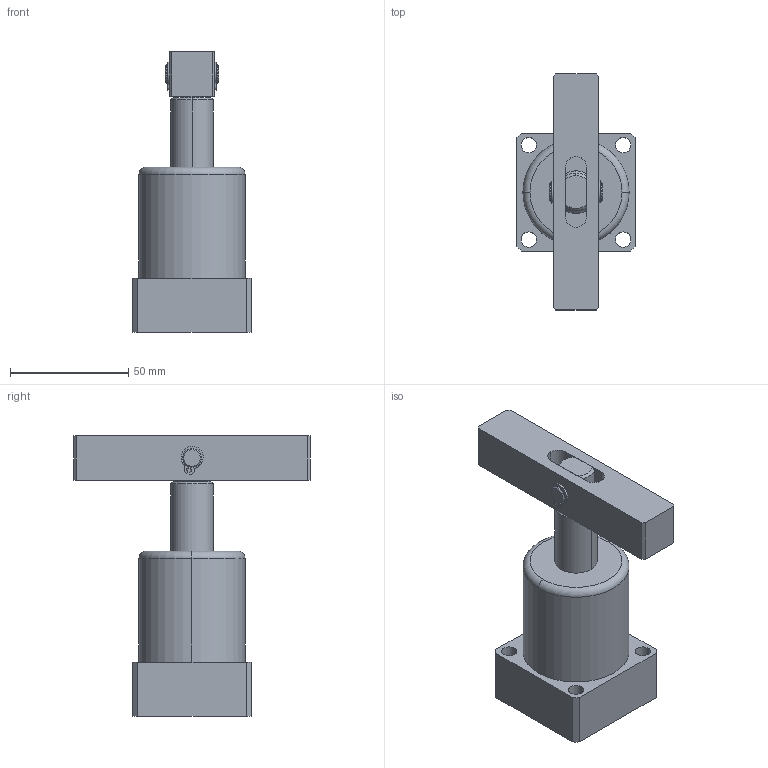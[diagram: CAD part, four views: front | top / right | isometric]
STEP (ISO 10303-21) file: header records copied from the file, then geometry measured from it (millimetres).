
FILE_DESCRIPTION (( 'STEP AP203' ), '1' );
FILE_NAME ('HNSD-25-G.STEP', '2019-10-07T00:54:00', ( '微软用户' ), ( '微软中国' ), 'SwSTEP 2.0', 'SolidWorks 2012', '' );
FILE_SCHEMA (( 'CONFIG_CONTROL_DESIGN' ));
Length unit declared in the file: millimetre
Products named in the file (6): HNSD-25-G; circlips for shaft--type a small gb_GB_CONNECTING_PIECE_RING_RRA 8; HNSD-25揤旋; HNSD-25种; HNSD-25活塞杆; HNS-25-G掛极
Assembly tree (6 placements, depth 2):
  HNSD-25-G
    HNS-25-G掛极
    HNSD-25活塞杆
    HNSD-25种
    HNSD-25揤旋
    circlips for shaft--type a small gb_GB_CONNECTING_PIECE_RING_RRA 8  x2
Bounding box: 50 x 100 x 119 mm (x, y, z)
Volume: 157392.3 mm3; surface area: 37958 mm2
Topology: 6 solids, 6 shells, 205 faces, 506 edges, 330 vertices
Faces by surface type: plane 88, cylinder 82, bspline 16, cone 13, torus 6
Entity records: 6869 total; most frequent: CARTESIAN_POINT 1810, DIRECTION 927, ORIENTED_EDGE 898, EDGE_CURVE 449, AXIS2_PLACEMENT_3D 337, VERTEX_POINT 292, LINE 253, VECTOR 253
